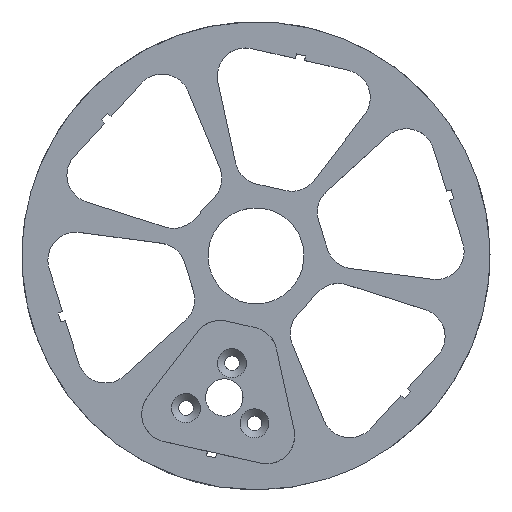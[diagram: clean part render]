
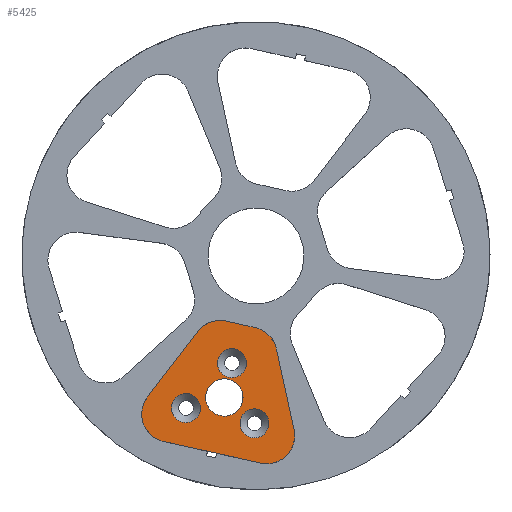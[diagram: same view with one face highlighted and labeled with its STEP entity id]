
A CAD part, top view. The second image highlights one B-rep face of the part: STEP entity #5425.
In plain terms, the highlighted free-form (B-spline) face has degree [1, 1] with [2, 2] control points.
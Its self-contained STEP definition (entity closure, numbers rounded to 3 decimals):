
#5137 = EDGE_CURVE('',#5138,#5140,#5142,.T.);
#5138 = VERTEX_POINT('',#5139);
#5139 = CARTESIAN_POINT('',(-0.262,-22.261,
    13.069));
#5140 = VERTEX_POINT('',#5141);
#5141 = CARTESIAN_POINT('',(-9.247,-20.251,
    13.069));
#5142 = B_SPLINE_CURVE_WITH_KNOTS('',1,(#5143,#5144),.UNSPECIFIED.,.F.,
  .F.,(2,2),(-3.171,3.171),.PIECEWISE_BEZIER_KNOTS.);
#5143 = CARTESIAN_POINT('',(-0.262,-22.261,
    13.069));
#5144 = CARTESIAN_POINT('',(-9.247,-20.251,
    13.069));
#5173 = EDGE_CURVE('',#5140,#5174,#5176,.T.);
#5174 = VERTEX_POINT('',#5175);
#5175 = CARTESIAN_POINT('',(-18.06,-23.448,
    13.069));
#5176 = ( BOUNDED_CURVE() B_SPLINE_CURVE(2,(#5177,#5178,#5179),
.UNSPECIFIED.,.F.,.F.) B_SPLINE_CURVE_WITH_KNOTS((3,3),(1.571,
2.707),.PIECEWISE_BEZIER_KNOTS.) CURVE() 
GEOMETRIC_REPRESENTATION_ITEM() RATIONAL_B_SPLINE_CURVE((1.,
0.843,1.)) REPRESENTATION_ITEM('') );
#5177 = CARTESIAN_POINT('',(-9.247,-20.251,
    13.069));
#5178 = CARTESIAN_POINT('',(-14.674,-19.037,
    13.069));
#5179 = CARTESIAN_POINT('',(-18.06,-23.448,
    13.069));
#5205 = EDGE_CURVE('',#5174,#5206,#5208,.T.);
#5206 = VERTEX_POINT('',#5207);
#5207 = CARTESIAN_POINT('',(-33.658,-43.766,
    13.069));
#5208 = B_SPLINE_CURVE_WITH_KNOTS('',1,(#5209,#5210),.UNSPECIFIED.,.F.,
  .F.,(2,2),(-8.282,9.358),.PIECEWISE_BEZIER_KNOTS.);
#5209 = CARTESIAN_POINT('',(-18.06,-23.448,
    13.069));
#5210 = CARTESIAN_POINT('',(-33.658,-43.766,
    13.069));
#5233 = EDGE_CURVE('',#5206,#5234,#5236,.T.);
#5234 = VERTEX_POINT('',#5235);
#5235 = CARTESIAN_POINT('',(-28.649,-57.574,
    13.069));
#5236 = ( BOUNDED_CURVE() B_SPLINE_CURVE(2,(#5237,#5238,#5239),
.UNSPECIFIED.,.F.,.F.) B_SPLINE_CURVE_WITH_KNOTS((3,3),(2.707,
4.712),.PIECEWISE_BEZIER_KNOTS.) CURVE() 
GEOMETRIC_REPRESENTATION_ITEM() RATIONAL_B_SPLINE_CURVE((1.,
0.538,1.)) REPRESENTATION_ITEM('') );
#5237 = CARTESIAN_POINT('',(-33.658,-43.766,
    13.069));
#5238 = CARTESIAN_POINT('',(-41.97,-54.594,
    13.069));
#5239 = CARTESIAN_POINT('',(-28.649,-57.574,
    13.069));
#5265 = EDGE_CURVE('',#5234,#5266,#5268,.T.);
#5266 = VERTEX_POINT('',#5267);
#5267 = CARTESIAN_POINT('',(1.39,-64.293,
    13.069));
#5268 = B_SPLINE_CURVE_WITH_KNOTS('',1,(#5269,#5270),.UNSPECIFIED.,.F.,
  .F.,(2,2),(-10.599,10.599),.PIECEWISE_BEZIER_KNOTS.);
#5269 = CARTESIAN_POINT('',(-28.649,-57.574,
    13.069));
#5270 = CARTESIAN_POINT('',(1.39,-64.293,
    13.069));
#5293 = EDGE_CURVE('',#5294,#5138,#5296,.T.);
#5294 = VERTEX_POINT('',#5295);
#5295 = CARTESIAN_POINT('',(6.349,-28.907,
    13.069));
#5296 = ( BOUNDED_CURVE() B_SPLINE_CURVE(2,(#5297,#5298,#5299),
.UNSPECIFIED.,.F.,.F.) B_SPLINE_CURVE_WITH_KNOTS((3,3),(0.435,
1.571),.PIECEWISE_BEZIER_KNOTS.) CURVE() 
GEOMETRIC_REPRESENTATION_ITEM() RATIONAL_B_SPLINE_CURVE((1.,
0.843,1.)) REPRESENTATION_ITEM('') );
#5297 = CARTESIAN_POINT('',(6.349,-28.907,
    13.069));
#5298 = CARTESIAN_POINT('',(5.165,-23.474,
    13.069));
#5299 = CARTESIAN_POINT('',(-0.262,-22.261,
    13.069));
#5325 = EDGE_CURVE('',#5326,#5294,#5328,.T.);
#5326 = VERTEX_POINT('',#5327);
#5327 = CARTESIAN_POINT('',(11.805,-53.935,
    13.069));
#5328 = B_SPLINE_CURVE_WITH_KNOTS('',1,(#5329,#5330),.UNSPECIFIED.,.F.,
  .F.,(2,2),(-9.358,8.282),.PIECEWISE_BEZIER_KNOTS.);
#5329 = CARTESIAN_POINT('',(11.805,-53.935,
    13.069));
#5330 = CARTESIAN_POINT('',(6.349,-28.907,
    13.069));
#5353 = EDGE_CURVE('',#5266,#5326,#5354,.T.);
#5354 = ( BOUNDED_CURVE() B_SPLINE_CURVE(2,(#5355,#5356,#5357),
.UNSPECIFIED.,.F.,.F.) B_SPLINE_CURVE_WITH_KNOTS((3,3),(4.712,
6.718),.PIECEWISE_BEZIER_KNOTS.) CURVE() 
GEOMETRIC_REPRESENTATION_ITEM() RATIONAL_B_SPLINE_CURVE((1.,
0.538,1.)) REPRESENTATION_ITEM('') );
#5355 = CARTESIAN_POINT('',(1.39,-64.293,
    13.069));
#5356 = CARTESIAN_POINT('',(14.712,-67.272,
    13.069));
#5357 = CARTESIAN_POINT('',(11.805,-53.935,
    13.069));
#5377 = EDGE_CURVE('',#5378,#5378,#5380,.T.);
#5378 = VERTEX_POINT('',#5379);
#5379 = CARTESIAN_POINT('',(-11.841,-32.318,
    13.069));
#5380 = ( BOUNDED_CURVE() B_SPLINE_CURVE(2,(#5381,#5382,#5383,#5384,
#5385,#5386,#5387),.UNSPECIFIED.,.T.,.F.) B_SPLINE_CURVE_WITH_KNOTS((3,2
    ,2,3),(3.142,5.236,7.33,9.425),
.PIECEWISE_BEZIER_KNOTS.) CURVE() GEOMETRIC_REPRESENTATION_ITEM() 
RATIONAL_B_SPLINE_CURVE((1.,0.5,1.,0.5,1.,0.5,1.)) REPRESENTATION_ITEM(
  '') );
#5381 = CARTESIAN_POINT('',(-11.841,-32.318,
    13.069));
#5382 = CARTESIAN_POINT('',(-13.543,-39.927,
    13.069));
#5383 = CARTESIAN_POINT('',(-6.103,-37.596,
    13.069));
#5384 = CARTESIAN_POINT('',(1.337,-35.266,
    13.069));
#5385 = CARTESIAN_POINT('',(-4.401,-29.988,
    13.069));
#5386 = CARTESIAN_POINT('',(-10.139,-24.709,
    13.069));
#5387 = CARTESIAN_POINT('',(-11.841,-32.318,
    13.069));
#5425 = ADVANCED_FACE('',(#5426,#5436,#5450,#5464,#5478),#5481,.T.);
#5426 = FACE_BOUND('',#5427,.T.);
#5427 = EDGE_LOOP('',(#5428,#5429,#5430,#5431,#5432,#5433,#5434,#5435));
#5428 = ORIENTED_EDGE('',*,*,#5265,.T.);
#5429 = ORIENTED_EDGE('',*,*,#5353,.T.);
#5430 = ORIENTED_EDGE('',*,*,#5325,.T.);
#5431 = ORIENTED_EDGE('',*,*,#5293,.T.);
#5432 = ORIENTED_EDGE('',*,*,#5137,.T.);
#5433 = ORIENTED_EDGE('',*,*,#5173,.T.);
#5434 = ORIENTED_EDGE('',*,*,#5205,.T.);
#5435 = ORIENTED_EDGE('',*,*,#5233,.T.);
#5436 = FACE_BOUND('',#5437,.T.);
#5437 = EDGE_LOOP('',(#5438));
#5438 = ORIENTED_EDGE('',*,*,#5439,.F.);
#5439 = EDGE_CURVE('',#5440,#5440,#5442,.T.);
#5440 = VERTEX_POINT('',#5441);
#5441 = CARTESIAN_POINT('',(-26.114,-46.237,
    13.069));
#5442 = ( BOUNDED_CURVE() B_SPLINE_CURVE(2,(#5443,#5444,#5445,#5446,
#5447,#5448,#5449),.UNSPECIFIED.,.T.,.F.) B_SPLINE_CURVE_WITH_KNOTS((3,2
    ,2,3),(3.142,5.236,7.33,9.425),
.PIECEWISE_BEZIER_KNOTS.) CURVE() GEOMETRIC_REPRESENTATION_ITEM() 
RATIONAL_B_SPLINE_CURVE((1.,0.5,1.,0.5,1.,0.5,1.)) REPRESENTATION_ITEM(
  '') );
#5443 = CARTESIAN_POINT('',(-26.114,-46.237,
    13.069));
#5444 = CARTESIAN_POINT('',(-27.816,-53.846,
    13.069));
#5445 = CARTESIAN_POINT('',(-20.376,-51.515,
    13.069));
#5446 = CARTESIAN_POINT('',(-12.936,-49.185,
    13.069));
#5447 = CARTESIAN_POINT('',(-18.674,-43.907,
    13.069));
#5448 = CARTESIAN_POINT('',(-24.412,-38.628,
    13.069));
#5449 = CARTESIAN_POINT('',(-26.114,-46.237,
    13.069));
#5450 = FACE_BOUND('',#5451,.T.);
#5451 = EDGE_LOOP('',(#5452));
#5452 = ORIENTED_EDGE('',*,*,#5453,.F.);
#5453 = EDGE_CURVE('',#5454,#5454,#5456,.T.);
#5454 = VERTEX_POINT('',#5455);
#5455 = CARTESIAN_POINT('',(-15.494,-42.661,
    13.069));
#5456 = ( BOUNDED_CURVE() B_SPLINE_CURVE(2,(#5457,#5458,#5459,#5460,
#5461,#5462,#5463),.UNSPECIFIED.,.T.,.F.) B_SPLINE_CURVE_WITH_KNOTS((1,2
    ,2,2,2,1),(-2.094,0.,2.094,4.189,
6.283,8.378),.UNSPECIFIED.) CURVE() 
GEOMETRIC_REPRESENTATION_ITEM() RATIONAL_B_SPLINE_CURVE((1.,0.5,1.,0.5,
1.,0.5,1.)) REPRESENTATION_ITEM('') );
#5457 = CARTESIAN_POINT('',(-15.494,-42.661,
    13.069));
#5458 = CARTESIAN_POINT('',(-17.69,-52.478,
    13.069));
#5459 = CARTESIAN_POINT('',(-8.09,-49.471,
    13.069));
#5460 = CARTESIAN_POINT('',(1.511,-46.464,
    13.069));
#5461 = CARTESIAN_POINT('',(-5.894,-39.654,
    13.069));
#5462 = CARTESIAN_POINT('',(-13.298,-32.843,
    13.069));
#5463 = CARTESIAN_POINT('',(-15.494,-42.661,
    13.069));
#5464 = FACE_BOUND('',#5465,.T.);
#5465 = EDGE_LOOP('',(#5466));
#5466 = ORIENTED_EDGE('',*,*,#5467,.F.);
#5467 = EDGE_CURVE('',#5468,#5468,#5470,.T.);
#5468 = VERTEX_POINT('',#5469);
#5469 = CARTESIAN_POINT('',(-4.858,-50.991,
    13.069));
#5470 = ( BOUNDED_CURVE() B_SPLINE_CURVE(2,(#5471,#5472,#5473,#5474,
#5475,#5476,#5477),.UNSPECIFIED.,.T.,.F.) B_SPLINE_CURVE_WITH_KNOTS((3,2
    ,2,3),(3.142,5.236,7.33,9.425),
.PIECEWISE_BEZIER_KNOTS.) CURVE() GEOMETRIC_REPRESENTATION_ITEM() 
RATIONAL_B_SPLINE_CURVE((1.,0.5,1.,0.5,1.,0.5,1.)) REPRESENTATION_ITEM(
  '') );
#5471 = CARTESIAN_POINT('',(-4.858,-50.991,
    13.069));
#5472 = CARTESIAN_POINT('',(-6.56,-58.6,
    13.069));
#5473 = CARTESIAN_POINT('',(0.88,-56.27,
    13.069));
#5474 = CARTESIAN_POINT('',(8.32,-53.939,
    13.069));
#5475 = CARTESIAN_POINT('',(2.582,-48.661,
    13.069));
#5476 = CARTESIAN_POINT('',(-3.157,-43.383,
    13.069));
#5477 = CARTESIAN_POINT('',(-4.858,-50.991,
    13.069));
#5478 = FACE_BOUND('',#5479,.T.);
#5479 = EDGE_LOOP('',(#5480));
#5480 = ORIENTED_EDGE('',*,*,#5377,.F.);
#5481 = B_SPLINE_SURFACE_WITH_KNOTS('',1,1,(
    (#5482,#5483)
    ,(#5484,#5485
    )),.UNSPECIFIED.,.F.,.F.,.F.,(2,2),(2,2),(-16.599,
    16.599),(-16.01,11.99),
  .PIECEWISE_BEZIER_KNOTS.);
#5482 = CARTESIAN_POINT('',(18.767,-26.517,
    13.069));
#5483 = CARTESIAN_POINT('',(9.893,-66.194,
    13.069));
#5484 = CARTESIAN_POINT('',(-28.276,-15.995,
    13.069));
#5485 = CARTESIAN_POINT('',(-37.151,-55.672,
    13.069));
